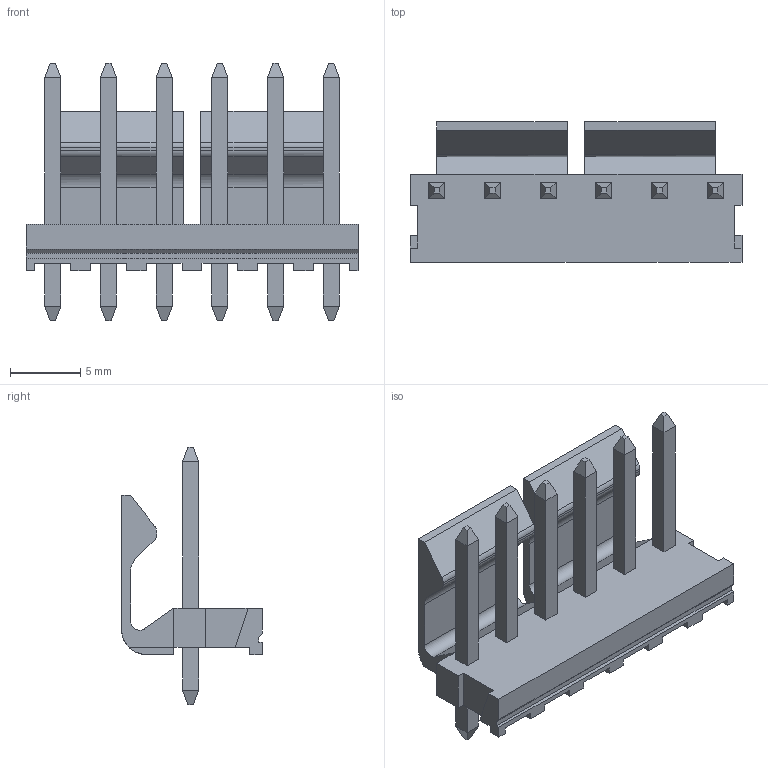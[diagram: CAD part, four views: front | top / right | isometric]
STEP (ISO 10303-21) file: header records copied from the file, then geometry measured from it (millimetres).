
FILE_DESCRIPTION (( 'STEP AP214' ), '1' );
FILE_NAME ('026604060.STEP', '2018-11-29T16:00:52', ( '' ), ( '' ), 'SwSTEP 2.0', 'SolidWorks 2018', '' );
FILE_SCHEMA (( 'AUTOMOTIVE_DESIGN' ));
Length unit declared in the file: inch
Products named in the file (1): 026604060
Bounding box: 23.62 x 10.01 x 18.29 mm (x, y, z)
Volume: 853.2 mm3; surface area: 1458.9 mm2
Topology: 1 solids, 1 shells, 204 faces, 516 edges, 326 vertices
Faces by surface type: bspline 204
Entity records: 6917 total; most frequent: CARTESIAN_POINT 2411, ORIENTED_EDGE 1032, EDGE_CURVE 516, B_SPLINE_CURVE_WITH_KNOTS 507, VERTEX_POINT 326, EDGE_LOOP 216, FACE_OUTER_BOUND 204, ADVANCED_FACE 204
